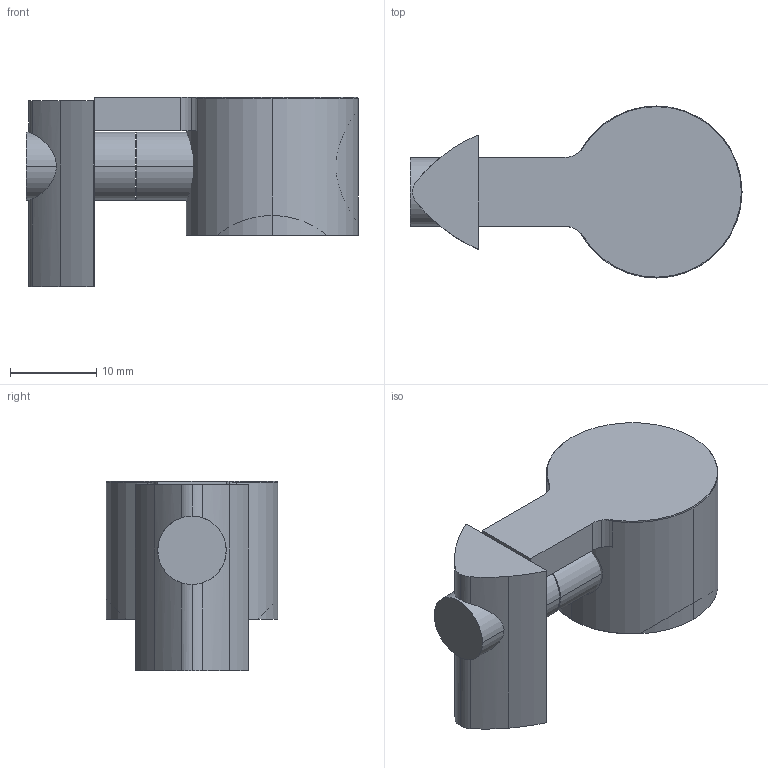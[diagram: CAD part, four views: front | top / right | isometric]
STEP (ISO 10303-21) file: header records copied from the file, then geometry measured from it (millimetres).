
FILE_DESCRIPTION((''),'2;1');
FILE_NAME('15MFAC3720.stp','2006-03-13T15:28:06',('Shawn Mantel'),('Faztek, LLC'),'Mechanical Desktop 2005','Mechanical Desktop 2005',', , ');
FILE_SCHEMA(('CONFIG_CONTROL_DESIGN'));
Length unit declared in the file: inch
Products named in the file (1): Product
Bounding box: 38.56 x 19.96 x 21.97 mm (x, y, z)
Volume: 11416 mm3; surface area: 6469.1 mm2
Topology: 7 solids, 7 shells, 66 faces, 155 edges, 104 vertices
Faces by surface type: cylinder 32, plane 32, cone 2
Entity records: 2106 total; most frequent: CARTESIAN_POINT 460, DIRECTION 336, ORIENTED_EDGE 306, EDGE_CURVE 153, AXIS2_PLACEMENT_3D 130, VERTEX_POINT 101, VECTOR 76, LINE 76
